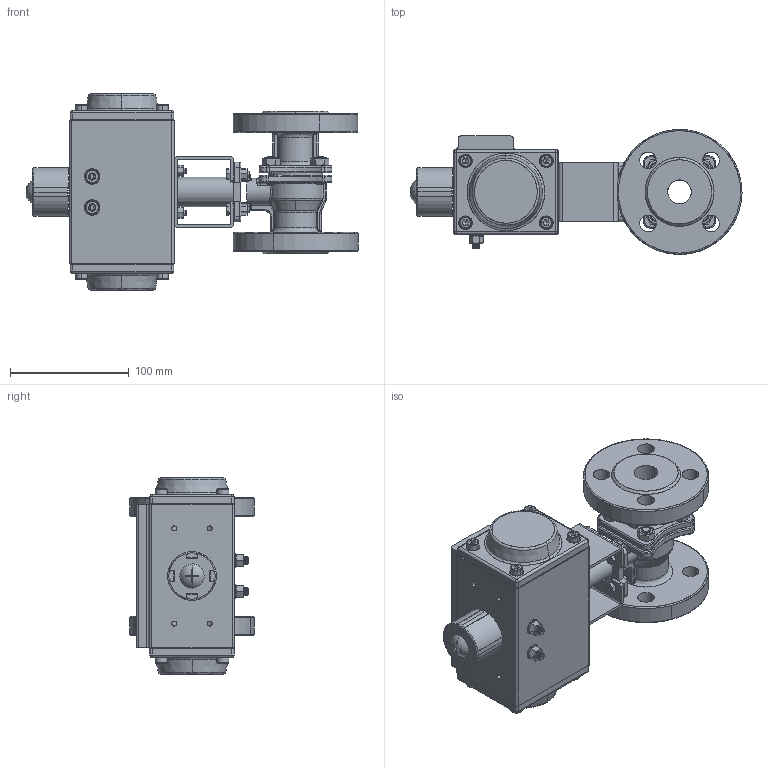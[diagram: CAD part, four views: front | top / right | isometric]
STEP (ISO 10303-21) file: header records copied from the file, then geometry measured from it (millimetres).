
FILE_DESCRIPTION (( 'STEP AP203' ), '1' );
FILE_NAME ('PK05_DN20 (PK05010004).STEP', '2022-08-11T13:11:18', ( '' ), ( '' ), 'SwSTEP 2.0', 'SolidWorks 2021', '' );
FILE_SCHEMA (( 'CONFIG_CONTROL_DESIGN' ));
Length unit declared in the file: metre
Products named in the file (1): PK05_DN20 (PK05010004)
Bounding box: 279.2 x 105.09 x 165 mm (x, y, z)
Surface area: 199056.6 mm2 (no closed solid volume)
Topology: 0 solids, 807 shells, 1107 faces, 4610 edges, 4212 vertices
Faces by surface type: plane 363, cylinder 348, bspline 222, cone 172, sphere 2
Entity records: 83438 total; most frequent: CARTESIAN_POINT 48647, DIRECTION 6623, ORIENTED_EDGE 5156, EDGE_CURVE 4576, VERTEX_POINT 4212, AXIS2_PLACEMENT_3D 2441, LINE 1741, VECTOR 1741
